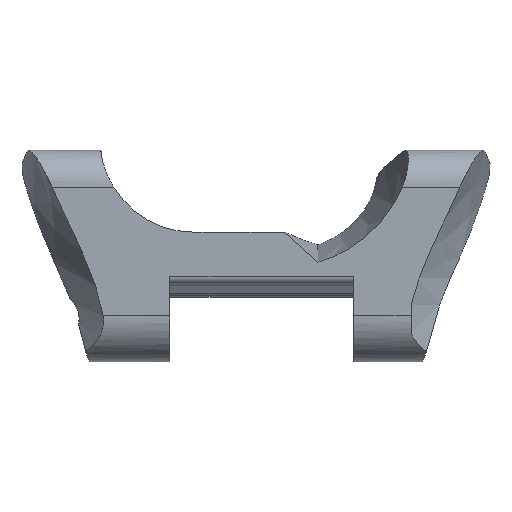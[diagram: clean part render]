
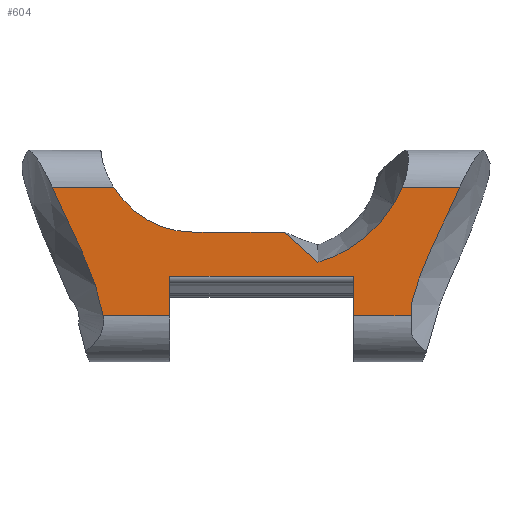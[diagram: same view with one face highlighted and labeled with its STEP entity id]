
A CAD part, front view. The second image highlights one B-rep face of the part: STEP entity #604.
In plain terms, the highlighted planar face has unit normal (0, -1, 0).
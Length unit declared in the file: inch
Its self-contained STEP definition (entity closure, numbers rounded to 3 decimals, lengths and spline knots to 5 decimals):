
#27=CIRCLE('',#635,0.25);
#52=PLANE('',#653);
#55=LINE('',#838,#89);
#58=LINE('',#1068,#92);
#63=LINE('',#1127,#97);
#64=LINE('',#1144,#98);
#69=LINE('',#1230,#103);
#70=LINE('',#1231,#104);
#77=LINE('',#1661,#111);
#78=LINE('',#1664,#112);
#80=LINE('',#1670,#114);
#81=LINE('',#1673,#115);
#86=LINE('',#1688,#120);
#89=VECTOR('',#660,0.3937);
#92=VECTOR('',#677,0.3937);
#97=VECTOR('',#690,0.3937);
#98=VECTOR('',#695,0.3937);
#103=VECTOR('',#704,0.3937);
#104=VECTOR('',#705,0.3937);
#111=VECTOR('',#724,0.3937);
#112=VECTOR('',#729,0.3937);
#114=VECTOR('',#735,0.3937);
#115=VECTOR('',#738,0.3937);
#120=VECTOR('',#757,0.3937);
#151=FACE_OUTER_BOUND('',#183,.T.);
#183=EDGE_LOOP('',(#548,#549,#550,#551,#552,#553,#554,#555,#556,#557,#558,
#559,#560,#561,#562,#563,#564));
#186=B_SPLINE_CURVE_WITH_KNOTS('',3,(#792,#793,#794,#795,#796,#797),
 .UNSPECIFIED.,.F.,.F.,(4,2,4),(0.,0.15408,0.30861),
 .UNSPECIFIED.);
#188=B_SPLINE_CURVE_WITH_KNOTS('',3,(#819,#820,#821,#822),.UNSPECIFIED.,
 .F.,.F.,(4,4),(0.53569,1.30517),.UNSPECIFIED.);
#206=B_SPLINE_CURVE_WITH_KNOTS('',3,(#1195,#1196,#1197,#1198,#1199,#1200,
#1201,#1202),.UNSPECIFIED.,.F.,.F.,(4,2,2,4),(-1.10519,-0.85252,
-0.53636,-0.05452),.UNSPECIFIED.);
#210=B_SPLINE_CURVE_WITH_KNOTS('',3,(#1324,#1325,#1326,#1327,#1328,#1329,
#1330,#1331,#1332,#1333),.UNSPECIFIED.,.F.,.F.,(4,3,3,4),(-0.15966,
-0.12963,-0.08341,-0.05656),
 .UNSPECIFIED.);
#226=B_SPLINE_CURVE_WITH_KNOTS('',3,(#1651,#1652,#1653,#1654,#1655,#1656,
#1657,#1658),.UNSPECIFIED.,.F.,.F.,(4,2,2,4),(-1.0169,-0.85252,
-0.53636,-0.05452),.UNSPECIFIED.);
#229=VERTEX_POINT('',#786);
#230=VERTEX_POINT('',#791);
#231=VERTEX_POINT('',#818);
#233=VERTEX_POINT('',#836);
#244=VERTEX_POINT('',#1058);
#248=VERTEX_POINT('',#1066);
#256=VERTEX_POINT('',#1113);
#257=VERTEX_POINT('',#1126);
#259=VERTEX_POINT('',#1143);
#262=VERTEX_POINT('',#1227);
#263=VERTEX_POINT('',#1229);
#268=VERTEX_POINT('',#1323);
#279=VERTEX_POINT('',#1624);
#281=VERTEX_POINT('',#1638);
#282=VERTEX_POINT('',#1660);
#283=VERTEX_POINT('',#1666);
#285=VERTEX_POINT('',#1672);
#291=EDGE_CURVE('',#229,#230,#186,.T.);
#293=EDGE_CURVE('',#231,#230,#188,.T.);
#297=EDGE_CURVE('',#229,#233,#55,.T.);
#314=EDGE_CURVE('',#244,#248,#58,.T.);
#325=EDGE_CURVE('',#257,#256,#63,.T.);
#328=EDGE_CURVE('',#244,#259,#64,.T.);
#332=EDGE_CURVE('',#259,#256,#206,.T.);
#336=EDGE_CURVE('',#262,#263,#69,.T.);
#337=EDGE_CURVE('',#233,#263,#70,.T.);
#341=EDGE_CURVE('',#257,#262,#27,.T.);
#345=EDGE_CURVE('',#268,#231,#210,.T.);
#365=EDGE_CURVE('',#279,#281,#226,.T.);
#366=EDGE_CURVE('',#282,#279,#77,.T.);
#368=EDGE_CURVE('',#268,#281,#78,.T.);
#371=EDGE_CURVE('',#283,#282,#80,.T.);
#372=EDGE_CURVE('',#285,#283,#81,.T.);
#380=EDGE_CURVE('',#285,#248,#86,.T.);
#548=ORIENTED_EDGE('',*,*,#293,.T.);
#549=ORIENTED_EDGE('',*,*,#291,.F.);
#550=ORIENTED_EDGE('',*,*,#297,.T.);
#551=ORIENTED_EDGE('',*,*,#337,.T.);
#552=ORIENTED_EDGE('',*,*,#336,.F.);
#553=ORIENTED_EDGE('',*,*,#341,.F.);
#554=ORIENTED_EDGE('',*,*,#325,.T.);
#555=ORIENTED_EDGE('',*,*,#332,.F.);
#556=ORIENTED_EDGE('',*,*,#328,.F.);
#557=ORIENTED_EDGE('',*,*,#314,.T.);
#558=ORIENTED_EDGE('',*,*,#380,.F.);
#559=ORIENTED_EDGE('',*,*,#372,.T.);
#560=ORIENTED_EDGE('',*,*,#371,.T.);
#561=ORIENTED_EDGE('',*,*,#366,.T.);
#562=ORIENTED_EDGE('',*,*,#365,.T.);
#563=ORIENTED_EDGE('',*,*,#368,.F.);
#564=ORIENTED_EDGE('',*,*,#345,.T.);
#604=ADVANCED_FACE('',(#151),#52,.T.);
#635=AXIS2_PLACEMENT_3D('',#1243,#709,#710);
#653=AXIS2_PLACEMENT_3D('',#1689,#758,#759);
#660=DIRECTION('',(0.,0.,1.));
#677=DIRECTION('',(0.,0.,1.));
#690=DIRECTION('',(-1.,0.,0.));
#695=DIRECTION('',(-1.,0.,0.));
#704=DIRECTION('',(1.,0.,0.));
#705=DIRECTION('',(-1.,0.,0.));
#709=DIRECTION('center_axis',(0.,-1.,0.));
#710=DIRECTION('ref_axis',(-1.,0.,0.));
#724=DIRECTION('',(0.,0.,1.));
#729=DIRECTION('',(1.,0.,0.));
#735=DIRECTION('',(1.,0.,0.));
#738=DIRECTION('',(0.,0.,-1.));
#757=DIRECTION('',(-1.,0.,0.));
#758=DIRECTION('center_axis',(0.,-1.,0.));
#759=DIRECTION('ref_axis',(0.,0.,-1.));
#786=CARTESIAN_POINT('',(0.03125,2.72183,-1.79214));
#791=CARTESIAN_POINT('',(0.12149,2.72183,-1.87351));
#792=CARTESIAN_POINT('Ctrl Pts',(0.03125,2.72183,-1.79214));
#793=CARTESIAN_POINT('Ctrl Pts',(0.04628,2.72183,-1.80567));
#794=CARTESIAN_POINT('Ctrl Pts',(0.0613,2.72183,-1.81921));
#795=CARTESIAN_POINT('Ctrl Pts',(0.09138,2.72183,-1.84633));
#796=CARTESIAN_POINT('Ctrl Pts',(0.10644,2.72183,-1.85991));
#797=CARTESIAN_POINT('Ctrl Pts',(0.12149,2.72183,-1.87351));
#818=CARTESIAN_POINT('',(0.32685,2.72183,-1.71727));
#819=CARTESIAN_POINT('Ctrl Pts',(0.32685,2.72183,-1.71727));
#820=CARTESIAN_POINT('Ctrl Pts',(0.28184,2.72183,-1.79309));
#821=CARTESIAN_POINT('Ctrl Pts',(0.20657,2.72183,-1.85036));
#822=CARTESIAN_POINT('Ctrl Pts',(0.12149,2.72183,-1.87351));
#836=CARTESIAN_POINT('',(0.03125,2.72183,-1.79181));
#838=CARTESIAN_POINT('',(0.03125,2.72183,-1.7379));
#1058=CARTESIAN_POINT('',(-0.28125,2.72183,-2.01942));
#1066=CARTESIAN_POINT('',(-0.28125,2.72183,-1.9123));
#1068=CARTESIAN_POINT('',(-0.28125,2.72183,-1.82126));
#1113=CARTESIAN_POINT('',(-0.60101,2.72183,-1.66942));
#1126=CARTESIAN_POINT('',(-0.43373,2.72183,-1.66942));
#1127=CARTESIAN_POINT('',(-0.09375,2.72183,-1.66942));
#1143=CARTESIAN_POINT('',(-0.46258,2.72183,-2.01942));
#1144=CARTESIAN_POINT('',(-0.09375,2.72183,-2.01942));
#1195=CARTESIAN_POINT('Ctrl Pts',(-0.46258,2.72183,-2.01942));
#1196=CARTESIAN_POINT('Ctrl Pts',(-0.4677,2.72183,-1.99064));
#1197=CARTESIAN_POINT('Ctrl Pts',(-0.47504,2.72183,-1.9628));
#1198=CARTESIAN_POINT('Ctrl Pts',(-0.49615,2.72183,-1.89963));
#1199=CARTESIAN_POINT('Ctrl Pts',(-0.51068,2.72183,-1.86538));
#1200=CARTESIAN_POINT('Ctrl Pts',(-0.54903,2.72183,-1.78115));
#1201=CARTESIAN_POINT('Ctrl Pts',(-0.57615,2.72183,-1.72702));
#1202=CARTESIAN_POINT('Ctrl Pts',(-0.60101,2.72183,-1.66942));
#1227=CARTESIAN_POINT('',(-0.21875,2.72183,-1.79181));
#1229=CARTESIAN_POINT('',(-0.09375,2.72183,-1.79181));
#1230=CARTESIAN_POINT('',(-0.09375,2.72183,-1.79181));
#1231=CARTESIAN_POINT('',(0.01563,2.72183,-1.79181));
#1243=CARTESIAN_POINT('Origin',(-0.21875,2.72183,-1.54181));
#1323=CARTESIAN_POINT('',(0.35111,2.72183,-1.66942));
#1324=CARTESIAN_POINT('Ctrl Pts',(0.35111,2.72183,-1.66942));
#1325=CARTESIAN_POINT('Ctrl Pts',(0.34912,2.72183,-1.67413));
#1326=CARTESIAN_POINT('Ctrl Pts',(0.34702,2.72183,-1.67886));
#1327=CARTESIAN_POINT('Ctrl Pts',(0.34479,2.72183,-1.68358));
#1328=CARTESIAN_POINT('Ctrl Pts',(0.34143,2.72183,-1.69069));
#1329=CARTESIAN_POINT('Ctrl Pts',(0.3378,2.72183,-1.69781));
#1330=CARTESIAN_POINT('Ctrl Pts',(0.3339,2.72183,-1.70491));
#1331=CARTESIAN_POINT('Ctrl Pts',(0.33164,2.72183,-1.70904));
#1332=CARTESIAN_POINT('Ctrl Pts',(0.32929,2.72183,-1.71316));
#1333=CARTESIAN_POINT('Ctrl Pts',(0.32685,2.72183,-1.71727));
#1624=CARTESIAN_POINT('',(0.375,2.72183,-1.98955));
#1638=CARTESIAN_POINT('',(0.50726,2.72183,-1.66942));
#1651=CARTESIAN_POINT('Ctrl Pts',(0.375,2.72183,-1.98955));
#1652=CARTESIAN_POINT('Ctrl Pts',(0.37933,2.72183,-1.97116));
#1653=CARTESIAN_POINT('Ctrl Pts',(0.38457,2.72183,-1.953));
#1654=CARTESIAN_POINT('Ctrl Pts',(0.4024,2.72183,-1.89963));
#1655=CARTESIAN_POINT('Ctrl Pts',(0.41693,2.72183,-1.86538));
#1656=CARTESIAN_POINT('Ctrl Pts',(0.45528,2.72183,-1.78115));
#1657=CARTESIAN_POINT('Ctrl Pts',(0.4824,2.72183,-1.72702));
#1658=CARTESIAN_POINT('Ctrl Pts',(0.50726,2.72183,-1.66942));
#1660=CARTESIAN_POINT('',(0.375,2.72183,-2.01942));
#1661=CARTESIAN_POINT('',(0.375,2.72183,-1.76317));
#1664=CARTESIAN_POINT('',(-0.09375,2.72183,-1.66942));
#1666=CARTESIAN_POINT('',(0.21875,2.72183,-2.01942));
#1670=CARTESIAN_POINT('',(0.,2.72183,-2.01942));
#1672=CARTESIAN_POINT('',(0.21875,2.72183,-1.9123));
#1673=CARTESIAN_POINT('',(0.21875,2.72183,-1.84317));
#1688=CARTESIAN_POINT('',(0.,2.72183,-1.9123));
#1689=CARTESIAN_POINT('Origin',(0.,2.72183,-1.66942));
